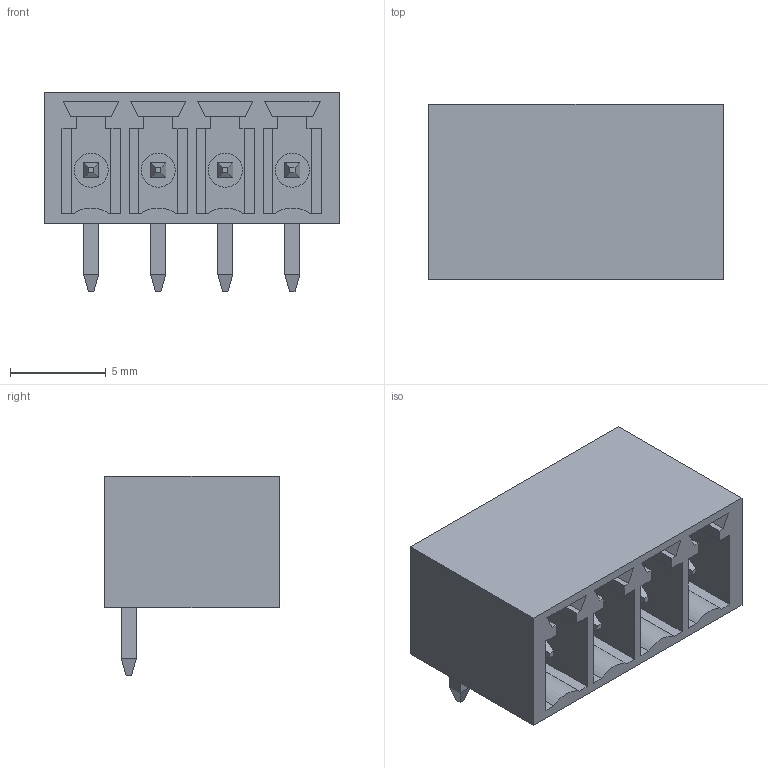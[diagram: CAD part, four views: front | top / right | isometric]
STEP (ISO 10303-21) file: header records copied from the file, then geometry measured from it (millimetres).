
FILE_DESCRIPTION(('FreeCAD Model'),'2;1');
FILE_NAME('_95021004_cp.step', '2019-04-07T12:13:16',('kicad StepUp'),('ksu MCAD'), 'Open CASCADE STEP processor 7.2','FreeCAD','Unknown');
FILE_SCHEMA(('AUTOMOTIVE_DESIGN { 1 0 10303 214 1 1 1 1 }'));
Length unit declared in the file: millimetre
Products named in the file (1): _95021004_cp
Bounding box: 15.39 x 9.14 x 10.41 mm (x, y, z)
Volume: 511.7 mm3; surface area: 1452.8 mm2
Topology: 1 solids, 1 shells, 166 faces, 412 edges, 264 vertices
Faces by surface type: plane 154, cylinder 12
Entity records: 5979 total; most frequent: CARTESIAN_POINT 843, ORIENTED_EDGE 824, DIRECTION 770, EDGE_CURVE 412, LINE 388, VECTOR 388, VERTEX_POINT 264, AXIS2_PLACEMENT_3D 191
